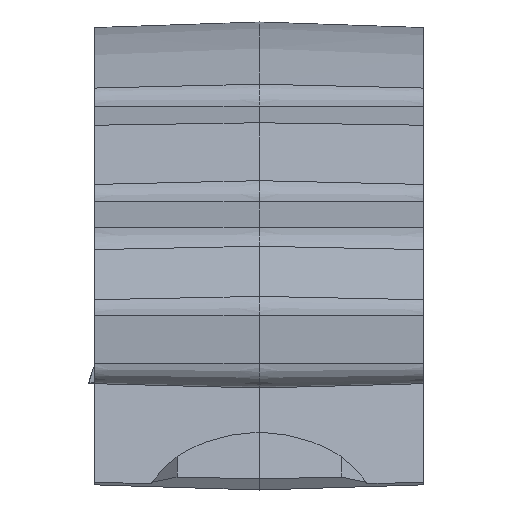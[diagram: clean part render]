
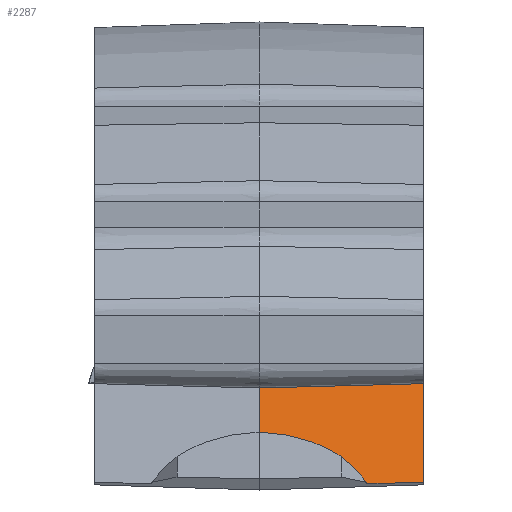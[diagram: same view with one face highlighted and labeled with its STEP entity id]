
A CAD part, front view. The second image highlights one B-rep face of the part: STEP entity #2287.
In plain terms, the highlighted planar face has unit normal (0.026, -0.974, 0.224).
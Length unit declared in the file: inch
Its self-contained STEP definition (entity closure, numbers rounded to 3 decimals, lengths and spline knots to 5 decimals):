
#369 = VERTEX_POINT ( 'NONE', #1479 ) ;
#411 = CARTESIAN_POINT ( 'NONE',  ( -0.05249, 2.04702, -0.04869 ) ) ;
#518 = CARTESIAN_POINT ( 'NONE',  ( 0.40949, 2.06813, -0.01088 ) ) ;
#818 = LINE ( 'NONE', #1301, #828 ) ;
#828 = VECTOR ( 'NONE', #2130, 39.37008 ) ;
#917 = CARTESIAN_POINT ( 'NONE',  ( 0.31051, 2.0814, 0.05833 ) ) ;
#945 = VECTOR ( 'NONE', #2724, 39.37008 ) ;
#946 = CARTESIAN_POINT ( 'NONE',  ( 0., 1.95601, -0.45021 ) ) ;
#973 = LINE ( 'NONE', #946, #2990 ) ;
#997 = CARTESIAN_POINT ( 'NONE',  ( 0.08209, 2.09413, 0.14027 ) ) ;
#1013 = LINE ( 'NONE', #3550, #945 ) ;
#1034 = ORIENTED_EDGE ( 'NONE', *, *, #3592, .T. ) ;
#1279 = CARTESIAN_POINT ( 'NONE',  ( 0.32782, 2.07948, 0.04797 ) ) ;
#1301 = CARTESIAN_POINT ( 'NONE',  ( 0.66929, 1.97309, -0.45414 ) ) ;
#1471 = CARTESIAN_POINT ( 'NONE',  ( 0.43887, 2.06244, -0.03904 ) ) ;
#1479 = CARTESIAN_POINT ( 'NONE',  ( 0., 2.16081, 0.43957 ) ) ;
#1585 = CARTESIAN_POINT ( 'NONE',  ( 0., 2.09241, 0.1424 ) ) ;
#1597 = DIRECTION ( 'NONE',  ( 0., -0.224, -0.975 ) ) ;
#1650 = CARTESIAN_POINT ( 'NONE',  ( 0.66929, 2.06968, -0.03451 ) ) ;
#1866 = DIRECTION ( 'NONE',  ( 0., 0.224, 0.975 ) ) ;
#2130 = DIRECTION ( 'NONE',  ( 0., -0.224, -0.975 ) ) ;
#2132 = CARTESIAN_POINT ( 'NONE',  ( 0.43887, 2.06244, -0.03904 ) ) ;
#2287 = ADVANCED_FACE ( 'NONE', ( #5266 ), #2382, .T. ) ;
#2382 = PLANE ( 'NONE',  #2898 ) ;
#2573 = EDGE_CURVE ( 'NONE', #369, #4202, #1013, .T. ) ;
#2707 = ORIENTED_EDGE ( 'NONE', *, *, #2573, .F. ) ;
#2724 = DIRECTION ( 'NONE',  ( 1., 0.026, -0.006 ) ) ;
#2898 = AXIS2_PLACEMENT_3D ( 'NONE', #3266, #5321, #1597 ) ;
#2976 = ORIENTED_EDGE ( 'NONE', *, *, #3796, .F. ) ;
#2990 = VECTOR ( 'NONE', #1866, 39.37008 ) ;
#3151 = CARTESIAN_POINT ( 'NONE',  ( 0.16141, 2.0928, 0.12524 ) ) ;
#3266 = CARTESIAN_POINT ( 'NONE',  ( 0., 1.95601, -0.45021 ) ) ;
#3453 = CARTESIAN_POINT ( 'NONE',  ( 0.27475, 2.08484, 0.07743 ) ) ;
#3462 = VERTEX_POINT ( 'NONE', #1650 ) ;
#3550 = CARTESIAN_POINT ( 'NONE',  ( 0., 2.16081, 0.43957 ) ) ;
#3592 = EDGE_CURVE ( 'NONE', #4544, #4288, #3889, .T. ) ;
#3719 = EDGE_CURVE ( 'NONE', #3462, #4288, #4156, .T. ) ;
#3726 = EDGE_LOOP ( 'NONE', ( #1034, #5296, #5275, #2707, #2976 ) ) ;
#3796 = EDGE_CURVE ( 'NONE', #4544, #369, #973, .T. ) ;
#3889 = B_SPLINE_CURVE_WITH_KNOTS ( 'NONE', 3,
 ( #4368, #997, #3151, #4991, #3453, #917, #1279, #4184, #518, #2132 ),
 .UNSPECIFIED., .F., .F.,
 ( 4, 2, 2, 2, 4 ),
 ( 0.0284, 0.03466, 0.03622, 0.03778, 0.04091 ),
 .UNSPECIFIED. ) ;
#4156 = LINE ( 'NONE', #411, #4198 ) ;
#4184 = CARTESIAN_POINT ( 'NONE',  ( 0.3781, 2.07314, 0.01453 ) ) ;
#4198 = VECTOR ( 'NONE', #4276, 39.37008 ) ;
#4202 = VERTEX_POINT ( 'NONE', #4640 ) ;
#4276 = DIRECTION ( 'NONE',  ( -0.999, -0.031, -0.02 ) ) ;
#4288 = VERTEX_POINT ( 'NONE', #1471 ) ;
#4368 = CARTESIAN_POINT ( 'NONE',  ( 0., 2.09241, 0.1424 ) ) ;
#4544 = VERTEX_POINT ( 'NONE', #1585 ) ;
#4640 = CARTESIAN_POINT ( 'NONE',  ( 0.66929, 2.17789, 0.43564 ) ) ;
#4812 = EDGE_CURVE ( 'NONE', #4202, #3462, #818, .T. ) ;
#4991 = CARTESIAN_POINT ( 'NONE',  ( 0.25621, 2.08636, 0.08618 ) ) ;
#5266 = FACE_OUTER_BOUND ( 'NONE', #3726, .T. ) ;
#5275 = ORIENTED_EDGE ( 'NONE', *, *, #4812, .F. ) ;
#5296 = ORIENTED_EDGE ( 'NONE', *, *, #3719, .F. ) ;
#5321 = DIRECTION ( 'NONE',  ( 0.026, -0.974, 0.224 ) ) ;
